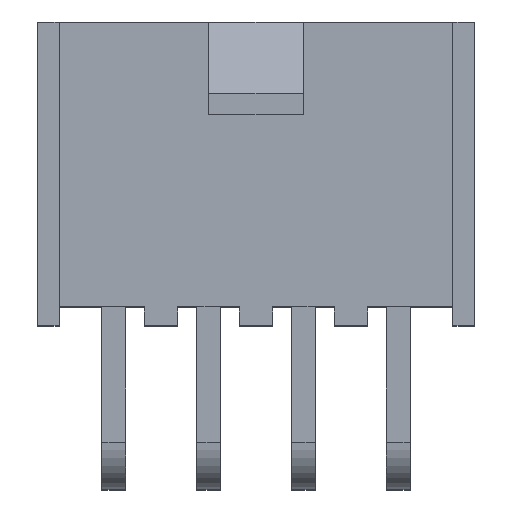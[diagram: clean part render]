
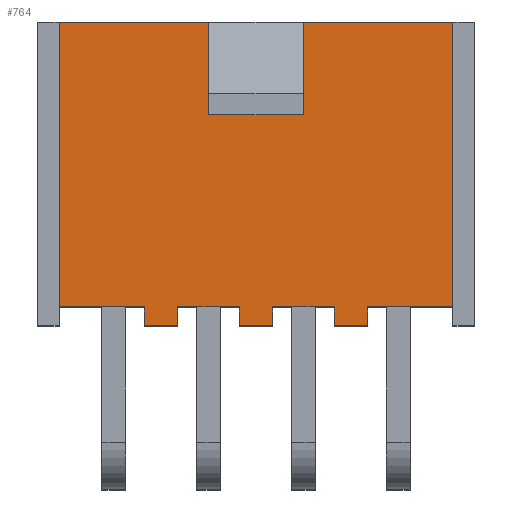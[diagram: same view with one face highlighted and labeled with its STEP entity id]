
A CAD part, top view. The second image highlights one B-rep face of the part: STEP entity #764.
In plain terms, the highlighted planar face has unit normal (0, 0, 1).
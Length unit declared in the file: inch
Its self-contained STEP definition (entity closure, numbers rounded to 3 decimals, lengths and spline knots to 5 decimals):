
#764 = ADVANCED_FACE( '', ( #1533 ), #1534, .F. );
#1533 = FACE_OUTER_BOUND( '', #2317, .T. );
#1534 = PLANE( '', #2318 );
#2317 = EDGE_LOOP( '', ( #4538, #4539, #4540, #4541, #4542, #4543, #4544, #4545, #4546, #4547, #4548, #4549, #4550, #4551, #4552, #4553, #4554, #4555, #4556, #4557 ) );
#2318 = AXIS2_PLACEMENT_3D( '', #4558, #4559, #4560 );
#4538 = ORIENTED_EDGE( '', *, *, #5897, .F. );
#4539 = ORIENTED_EDGE( '', *, *, #5898, .F. );
#4540 = ORIENTED_EDGE( '', *, *, #5874, .T. );
#4541 = ORIENTED_EDGE( '', *, *, #5652, .T. );
#4542 = ORIENTED_EDGE( '', *, *, #5899, .F. );
#4543 = ORIENTED_EDGE( '', *, *, #5900, .T. );
#4544 = ORIENTED_EDGE( '', *, *, #5826, .F. );
#4545 = ORIENTED_EDGE( '', *, *, #5871, .T. );
#4546 = ORIENTED_EDGE( '', *, *, #5702, .T. );
#4547 = ORIENTED_EDGE( '', *, *, #5850, .T. );
#4548 = ORIENTED_EDGE( '', *, *, #5823, .F. );
#4549 = ORIENTED_EDGE( '', *, *, #5510, .T. );
#4550 = ORIENTED_EDGE( '', *, *, #5901, .T. );
#4551 = ORIENTED_EDGE( '', *, *, #5295, .T. );
#4552 = ORIENTED_EDGE( '', *, *, #5822, .F. );
#4553 = ORIENTED_EDGE( '', *, *, #5121, .T. );
#4554 = ORIENTED_EDGE( '', *, *, #5902, .T. );
#4555 = ORIENTED_EDGE( '', *, *, #5903, .T. );
#4556 = ORIENTED_EDGE( '', *, *, #5819, .F. );
#4557 = ORIENTED_EDGE( '', *, *, #5061, .F. );
#4558 = CARTESIAN_POINT( '', ( -0.2075, 0.32, 0.125 ) );
#4559 = DIRECTION( '', ( 0., 0., -1. ) );
#4560 = DIRECTION( '', ( -1., 0., 0. ) );
#5061 = EDGE_CURVE( '', #6159, #6161, #6162, .T. );
#5121 = EDGE_CURVE( '', #6261, #6262, #6263, .T. );
#5295 = EDGE_CURVE( '', #6551, #6552, #6553, .T. );
#5510 = EDGE_CURVE( '', #6890, #6891, #6892, .T. );
#5652 = EDGE_CURVE( '', #7095, #7093, #7096, .T. );
#5702 = EDGE_CURVE( '', #7165, #7163, #7166, .T. );
#5819 = EDGE_CURVE( '', #6161, #7308, #7309, .T. );
#5822 = EDGE_CURVE( '', #6261, #6552, #7313, .T. );
#5823 = EDGE_CURVE( '', #6890, #7314, #7315, .T. );
#5826 = EDGE_CURVE( '', #7317, #7319, #7320, .T. );
#5850 = EDGE_CURVE( '', #7163, #7314, #7347, .T. );
#5871 = EDGE_CURVE( '', #7317, #7165, #7371, .T. );
#5874 = EDGE_CURVE( '', #7374, #7095, #7375, .T. );
#5897 = EDGE_CURVE( '', #7398, #6159, #7399, .T. );
#5898 = EDGE_CURVE( '', #7374, #7398, #7400, .T. );
#5899 = EDGE_CURVE( '', #7401, #7093, #7402, .T. );
#5900 = EDGE_CURVE( '', #7401, #7319, #7403, .T. );
#5901 = EDGE_CURVE( '', #6891, #6551, #7404, .T. );
#5902 = EDGE_CURVE( '', #6262, #7405, #7406, .T. );
#5903 = EDGE_CURVE( '', #7405, #7308, #7407, .T. );
#6159 = VERTEX_POINT( '', #7751 );
#6161 = VERTEX_POINT( '', #7754 );
#6162 = LINE( '', #7755, #7756 );
#6261 = VERTEX_POINT( '', #7900 );
#6262 = VERTEX_POINT( '', #7901 );
#6263 = LINE( '', #7902, #7903 );
#6551 = VERTEX_POINT( '', #8319 );
#6552 = VERTEX_POINT( '', #8320 );
#6553 = LINE( '', #8321, #8322 );
#6890 = VERTEX_POINT( '', #8825 );
#6891 = VERTEX_POINT( '', #8826 );
#6892 = LINE( '', #8827, #8828 );
#7093 = VERTEX_POINT( '', #9131 );
#7095 = VERTEX_POINT( '', #9134 );
#7096 = LINE( '', #9135, #9136 );
#7163 = VERTEX_POINT( '', #9238 );
#7165 = VERTEX_POINT( '', #9241 );
#7166 = LINE( '', #9242, #9243 );
#7308 = VERTEX_POINT( '', #9459 );
#7309 = LINE( '', #9460, #9461 );
#7313 = LINE( '', #9467, #9468 );
#7314 = VERTEX_POINT( '', #9469 );
#7315 = LINE( '', #9470, #9471 );
#7317 = VERTEX_POINT( '', #9474 );
#7319 = VERTEX_POINT( '', #9477 );
#7320 = LINE( '', #9478, #9479 );
#7347 = LINE( '', #9521, #9522 );
#7371 = LINE( '', #9557, #9558 );
#7374 = VERTEX_POINT( '', #9561 );
#7375 = LINE( '', #9562, #9563 );
#7398 = VERTEX_POINT( '', #9597 );
#7399 = LINE( '', #9598, #9599 );
#7400 = LINE( '', #9600, #9601 );
#7401 = VERTEX_POINT( '', #9602 );
#7402 = LINE( '', #9603, #9604 );
#7403 = LINE( '', #9605, #9606 );
#7404 = LINE( '', #9607, #9608 );
#7405 = VERTEX_POINT( '', #9609 );
#7406 = LINE( '', #9610, #9611 );
#7407 = LINE( '', #9612, #9613 );
#7751 = CARTESIAN_POINT( '', ( 0.2075, 0.32, 0.125 ) );
#7754 = CARTESIAN_POINT( '', ( 0.2075, 0.02, 0.125 ) );
#7755 = CARTESIAN_POINT( '', ( 0.2075, 0.32, 0.125 ) );
#7756 = VECTOR( '', #9797, 39.37008 );
#7900 = CARTESIAN_POINT( '', ( 0.0825, 0.02, 0.125 ) );
#7901 = CARTESIAN_POINT( '', ( 0.0825, 0., 0.125 ) );
#7902 = CARTESIAN_POINT( '', ( 0.0825, 0., 0.125 ) );
#7903 = VECTOR( '', #9849, 39.37008 );
#8319 = CARTESIAN_POINT( '', ( 0.0175, 0., 0.125 ) );
#8320 = CARTESIAN_POINT( '', ( 0.0175, 0.02, 0.125 ) );
#8321 = CARTESIAN_POINT( '', ( 0.0175, 0.02, 0.125 ) );
#8322 = VECTOR( '', #10005, 39.37008 );
#8825 = CARTESIAN_POINT( '', ( -0.0175, 0.02, 0.125 ) );
#8826 = CARTESIAN_POINT( '', ( -0.0175, 0., 0.125 ) );
#8827 = CARTESIAN_POINT( '', ( -0.0175, 0., 0.125 ) );
#8828 = VECTOR( '', #10178, 39.37008 );
#9131 = CARTESIAN_POINT( '', ( -0.05, 0.32, 0.125 ) );
#9134 = CARTESIAN_POINT( '', ( -0.05, 0.233, 0.125 ) );
#9135 = CARTESIAN_POINT( '', ( -0.05, 0.233, 0.125 ) );
#9136 = VECTOR( '', #10294, 39.37008 );
#9238 = CARTESIAN_POINT( '', ( -0.0825, 0., 0.125 ) );
#9241 = CARTESIAN_POINT( '', ( -0.1175, 0., 0.125 ) );
#9242 = CARTESIAN_POINT( '', ( -0.2075, 0., 0.125 ) );
#9243 = VECTOR( '', #10334, 39.37008 );
#9459 = CARTESIAN_POINT( '', ( 0.1175, 0.02, 0.125 ) );
#9460 = CARTESIAN_POINT( '', ( 0.23, 0.02, 0.125 ) );
#9461 = VECTOR( '', #10418, 39.37008 );
#9467 = CARTESIAN_POINT( '', ( 0.23, 0.02, 0.125 ) );
#9468 = VECTOR( '', #10421, 39.37008 );
#9469 = CARTESIAN_POINT( '', ( -0.0825, 0.02, 0.125 ) );
#9470 = CARTESIAN_POINT( '', ( 0.23, 0.02, 0.125 ) );
#9471 = VECTOR( '', #10422, 39.37008 );
#9474 = CARTESIAN_POINT( '', ( -0.1175, 0.02, 0.125 ) );
#9477 = CARTESIAN_POINT( '', ( -0.2075, 0.02, 0.125 ) );
#9478 = CARTESIAN_POINT( '', ( 0.23, 0.02, 0.125 ) );
#9479 = VECTOR( '', #10425, 39.37008 );
#9521 = CARTESIAN_POINT( '', ( -0.0825, 0.02, 0.125 ) );
#9522 = VECTOR( '', #10444, 39.37008 );
#9557 = CARTESIAN_POINT( '', ( -0.1175, -0.02, 0.125 ) );
#9558 = VECTOR( '', #10462, 39.37008 );
#9561 = CARTESIAN_POINT( '', ( 0.05, 0.233, 0.125 ) );
#9562 = CARTESIAN_POINT( '', ( 0.05, 0.233, 0.125 ) );
#9563 = VECTOR( '', #10463, 39.37008 );
#9597 = CARTESIAN_POINT( '', ( 0.05, 0.32, 0.125 ) );
#9598 = CARTESIAN_POINT( '', ( -0.2075, 0.32, 0.125 ) );
#9599 = VECTOR( '', #10475, 39.37008 );
#9600 = CARTESIAN_POINT( '', ( 0.05, 0.233, 0.125 ) );
#9601 = VECTOR( '', #10476, 39.37008 );
#9602 = CARTESIAN_POINT( '', ( -0.2075, 0.32, 0.125 ) );
#9603 = CARTESIAN_POINT( '', ( -0.2075, 0.32, 0.125 ) );
#9604 = VECTOR( '', #10477, 39.37008 );
#9605 = CARTESIAN_POINT( '', ( -0.2075, 0.32, 0.125 ) );
#9606 = VECTOR( '', #10478, 39.37008 );
#9607 = CARTESIAN_POINT( '', ( -0.2075, 0., 0.125 ) );
#9608 = VECTOR( '', #10479, 39.37008 );
#9609 = CARTESIAN_POINT( '', ( 0.1175, 0., 0.125 ) );
#9610 = CARTESIAN_POINT( '', ( -0.2075, 0., 0.125 ) );
#9611 = VECTOR( '', #10480, 39.37008 );
#9612 = CARTESIAN_POINT( '', ( 0.1175, 0.02, 0.125 ) );
#9613 = VECTOR( '', #10481, 39.37008 );
#9797 = DIRECTION( '', ( 0., -1., 0. ) );
#9849 = DIRECTION( '', ( 0., -1., 0. ) );
#10005 = DIRECTION( '', ( 0., 1., 0. ) );
#10178 = DIRECTION( '', ( 0., -1., 0. ) );
#10294 = DIRECTION( '', ( 0., 1., 0. ) );
#10334 = DIRECTION( '', ( 1., 0., 0. ) );
#10418 = DIRECTION( '', ( -1., 0., 0. ) );
#10421 = DIRECTION( '', ( -1., 0., 0. ) );
#10422 = DIRECTION( '', ( -1., 0., 0. ) );
#10425 = DIRECTION( '', ( -1., 0., 0. ) );
#10444 = DIRECTION( '', ( 0., 1., 0. ) );
#10462 = DIRECTION( '', ( 0., -1., 0. ) );
#10463 = DIRECTION( '', ( -1., 0., 0. ) );
#10475 = DIRECTION( '', ( 1., 0., 0. ) );
#10476 = DIRECTION( '', ( 0., 1., 0. ) );
#10477 = DIRECTION( '', ( 1., 0., 0. ) );
#10478 = DIRECTION( '', ( 0., -1., 0. ) );
#10479 = DIRECTION( '', ( 1., 0., 0. ) );
#10480 = DIRECTION( '', ( 1., 0., 0. ) );
#10481 = DIRECTION( '', ( 0., 1., 0. ) );
